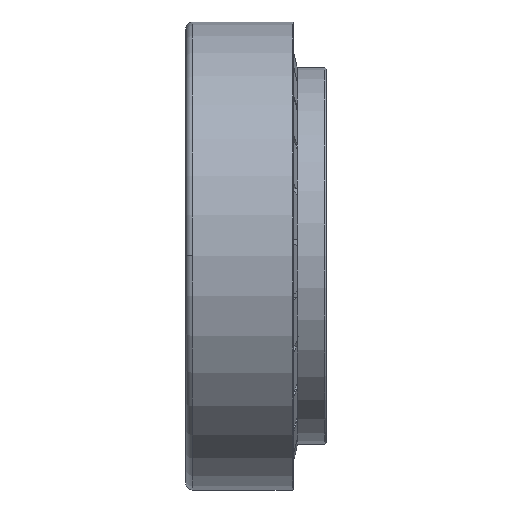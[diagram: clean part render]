
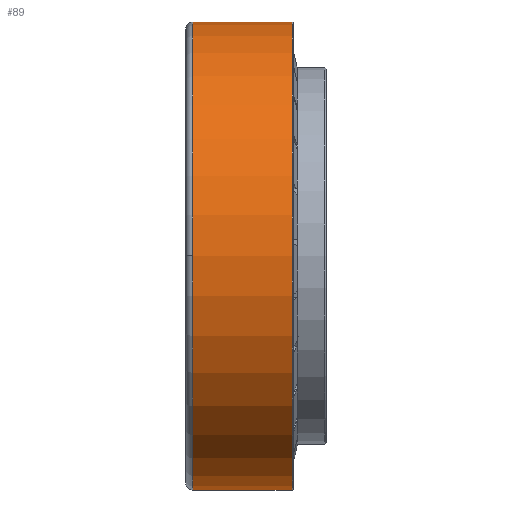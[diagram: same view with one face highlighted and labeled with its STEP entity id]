
A CAD part, top view. The second image highlights one B-rep face of the part: STEP entity #89.
In plain terms, the highlighted cylindrical face has radius 50 mm (diameter 100 mm), a partial arc.
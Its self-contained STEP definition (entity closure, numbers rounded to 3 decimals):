
#89=ADVANCED_FACE('',(#293),#294,.T.);
#293=FACE_OUTER_BOUND('',#691,.T.);
#294=CYLINDRICAL_SURFACE('',#692,50.0);
#691=EDGE_LOOP('',(#1239,#1240,#1241,#1242,#1243,#1244));
#692=AXIS2_PLACEMENT_3D('',#1245,#1246,#1247);
#1239=ORIENTED_EDGE('',*,*,#2352,.F.);
#1240=ORIENTED_EDGE('',*,*,#2353,.T.);
#1241=ORIENTED_EDGE('',*,*,#2354,.T.);
#1242=ORIENTED_EDGE('',*,*,#2355,.F.);
#1243=ORIENTED_EDGE('',*,*,#2356,.F.);
#1244=ORIENTED_EDGE('',*,*,#2348,.F.);
#1245=CARTESIAN_POINT('',(12.1,0.0,0.0));
#1246=DIRECTION('',(1.0,0.0,0.0));
#1247=DIRECTION('',(0.0,1.0,0.0));
#2348=EDGE_CURVE('',#2753,#2755,#2756,.T.);
#2352=EDGE_CURVE('',#2762,#2753,#2763,.T.);
#2353=EDGE_CURVE('',#2762,#2764,#2765,.T.);
#2354=EDGE_CURVE('',#2764,#2766,#2767,.T.);
#2355=EDGE_CURVE('',#2768,#2766,#2769,.T.);
#2356=EDGE_CURVE('',#2755,#2768,#2770,.T.);
#2753=VERTEX_POINT('',#3373);
#2755=VERTEX_POINT('',#3375);
#2756=CIRCLE('',#3376,50.0);
#2762=VERTEX_POINT('',#3382);
#2763=LINE('',#3383,#3384);
#2764=VERTEX_POINT('',#3385);
#2765=CIRCLE('',#3386,50.0);
#2766=VERTEX_POINT('',#3387);
#2767=CIRCLE('',#3388,50.0);
#2768=VERTEX_POINT('',#3389);
#2769=LINE('',#3390,#3391);
#2770=CIRCLE('',#3392,50.0);
#3373=CARTESIAN_POINT('',(22.7,50.0,0.0));
#3375=CARTESIAN_POINT('',(22.7,0.,50.0));
#3376=AXIS2_PLACEMENT_3D('',#5827,#5828,#5829);
#3382=CARTESIAN_POINT('',(1.5,50.0,0.0));
#3383=CARTESIAN_POINT('',(12.1,50.0,0.));
#3384=VECTOR('',#5839,1.0);
#3385=CARTESIAN_POINT('',(1.5,0.,50.0));
#3386=AXIS2_PLACEMENT_3D('',#5840,#5841,#5842);
#3387=CARTESIAN_POINT('',(1.5,-50.0,0.));
#3388=AXIS2_PLACEMENT_3D('',#5843,#5844,#5845);
#3389=CARTESIAN_POINT('',(22.7,-50.0,0.));
#3390=CARTESIAN_POINT('',(12.1,-50.0,0.));
#3391=VECTOR('',#5846,1.0);
#3392=AXIS2_PLACEMENT_3D('',#5847,#5848,#5849);
#5827=CARTESIAN_POINT('',(22.7,0.0,0.0));
#5828=DIRECTION('',(1.0,0.0,0.0));
#5829=DIRECTION('',(0.0,1.0,0.0));
#5839=DIRECTION('',(1.0,0.0,0.0));
#5840=CARTESIAN_POINT('',(1.5,0.0,0.0));
#5841=DIRECTION('',(1.0,0.0,0.0));
#5842=DIRECTION('',(0.0,1.0,0.0));
#5843=CARTESIAN_POINT('',(1.5,0.0,0.0));
#5844=DIRECTION('',(1.0,0.0,0.0));
#5845=DIRECTION('',(0.0,1.0,0.0));
#5846=DIRECTION('',(-1.0,-0.0,-0.0));
#5847=CARTESIAN_POINT('',(22.7,0.0,0.0));
#5848=DIRECTION('',(1.0,0.0,0.0));
#5849=DIRECTION('',(0.0,1.0,0.0));
